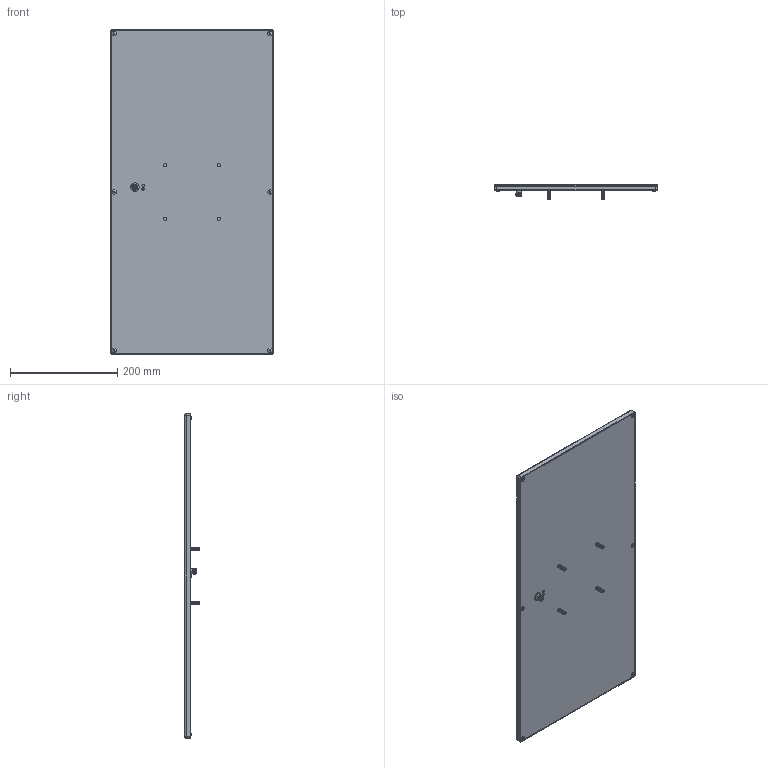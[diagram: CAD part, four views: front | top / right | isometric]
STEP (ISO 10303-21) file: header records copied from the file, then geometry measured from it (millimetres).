
FILE_DESCRIPTION (( 'STEP AP214' ), '1' );
FILE_NAME ('A3042 Antenna RP-TNC Straight12-3-25.STEP', '2025-03-11T20:56:38', ( '' ), ( '' ), 'SwSTEP 2.0', 'SolidWorks 2019', '' );
FILE_SCHEMA (( 'AUTOMOTIVE_DESIGN' ));
Length unit declared in the file: millimetre
Products named in the file (1): A3042 Antenna RP-TNC Straight12-3-25
Bounding box: 304 x 27.5 x 604 mm (x, y, z)
Volume: 2027495.3 mm3; surface area: 781225.3 mm2
Topology: 13 solids, 13 shells, 384 faces, 971 edges, 626 vertices
Faces by surface type: cylinder 248, plane 80, torus 34, bspline 14, cone 8
Entity records: 26548 total; most frequent: CARTESIAN_POINT 13704, ORIENTED_EDGE 1938, DIRECTION 1623, EDGE_CURVE 969, AXIS2_PLACEMENT_3D 638, VERTEX_POINT 626, EDGE_LOOP 437, UNCERTAINTY_MEASURE_WITH_UNIT 399
